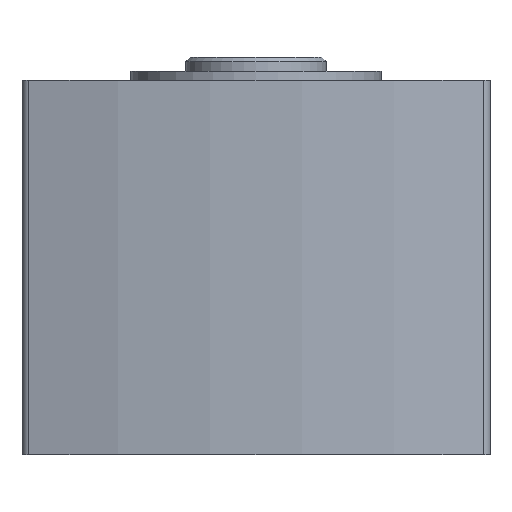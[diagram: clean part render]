
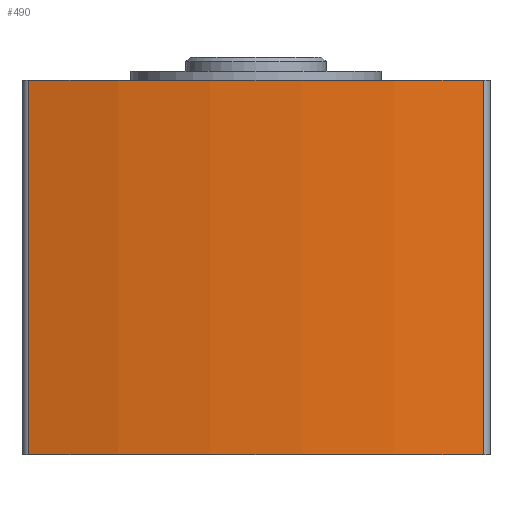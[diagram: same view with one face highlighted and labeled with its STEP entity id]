
A CAD part, front view. The second image highlights one B-rep face of the part: STEP entity #490.
In plain terms, the highlighted cylindrical face has radius 34 mm (diameter 68 mm), a partial arc.
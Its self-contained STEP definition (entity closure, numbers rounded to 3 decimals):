
#38=CIRCLE('',#558,34.);
#39=CIRCLE('',#559,34.);
#77=CYLINDRICAL_SURFACE('',#557,34.);
#102=ORIENTED_EDGE('',*,*,#209,.F.);
#103=ORIENTED_EDGE('',*,*,#208,.F.);
#104=ORIENTED_EDGE('',*,*,#210,.T.);
#105=ORIENTED_EDGE('',*,*,#211,.T.);
#208=EDGE_CURVE('',#261,#260,#307,.T.);
#209=EDGE_CURVE('',#260,#262,#38,.T.);
#210=EDGE_CURVE('',#261,#263,#39,.T.);
#211=EDGE_CURVE('',#263,#262,#308,.T.);
#260=VERTEX_POINT('',#824);
#261=VERTEX_POINT('',#826);
#262=VERTEX_POINT('',#830);
#263=VERTEX_POINT('',#832);
#307=LINE('',#827,#321);
#308=LINE('',#833,#322);
#321=VECTOR('',#648,1000.);
#322=VECTOR('',#655,1000.);
#333=EDGE_LOOP('',(#102,#103,#104,#105));
#403=FACE_BOUND('',#333,.T.);
#490=ADVANCED_FACE('',(#403),#77,.T.);
#557=AXIS2_PLACEMENT_3D('',#828,#649,#650);
#558=AXIS2_PLACEMENT_3D('',#829,#651,#652);
#559=AXIS2_PLACEMENT_3D('',#831,#653,#654);
#648=DIRECTION('',(0.,0.,1.));
#649=DIRECTION('',(0.,0.,1.));
#650=DIRECTION('',(1.,0.,0.));
#651=DIRECTION('',(0.,0.,1.));
#652=DIRECTION('',(1.,0.,0.));
#653=DIRECTION('',(0.,0.,1.));
#654=DIRECTION('',(1.,0.,0.));
#655=DIRECTION('',(0.,0.,1.));
#824=CARTESIAN_POINT('',(-9.714,-7.583,0.));
#826=CARTESIAN_POINT('',(-9.714,-7.583,-16.));
#827=CARTESIAN_POINT('',(-9.714,-7.583,-16.));
#828=CARTESIAN_POINT('',(0.,25.,-16.));
#829=CARTESIAN_POINT('',(0.,25.,0.));
#830=CARTESIAN_POINT('',(9.714,-7.583,0.));
#831=CARTESIAN_POINT('',(0.,25.,-16.));
#832=CARTESIAN_POINT('',(9.714,-7.583,-16.));
#833=CARTESIAN_POINT('',(9.714,-7.583,-16.));
